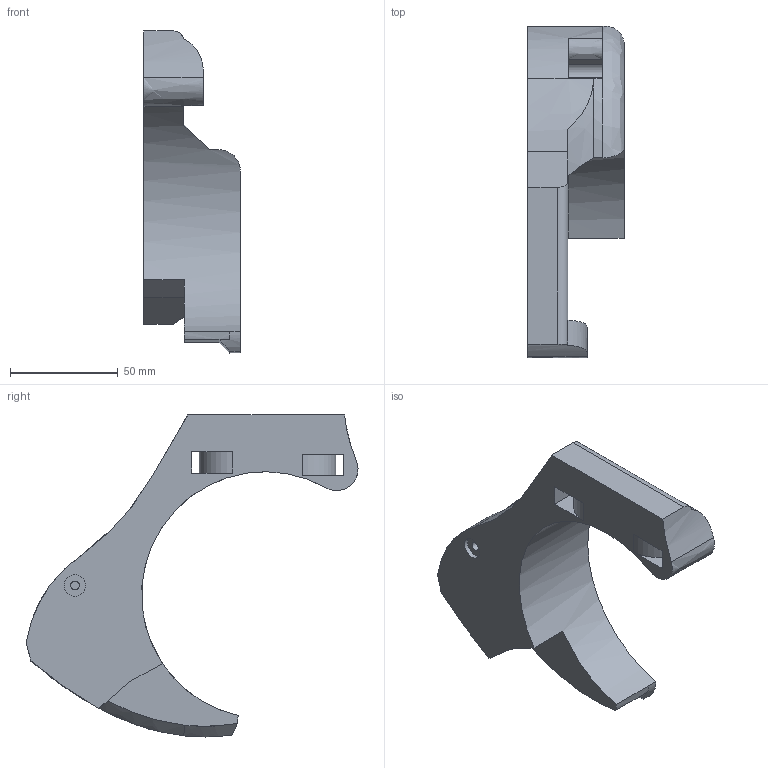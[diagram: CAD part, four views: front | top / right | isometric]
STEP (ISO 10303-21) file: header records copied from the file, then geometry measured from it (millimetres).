
FILE_DESCRIPTION(/* description */ (''),/* implementation_level */ '2;1');
FILE_NAME(/* name */ '140edf8e-9af9-4c4a-b8a0-6da668338881.stp',/* time_stamp */ '2021-06-06T17:08:12+00:00',/* author */ (''),/* organization */ (''),/* preprocessor_version */ 'ST-DEVELOPER v18.1',/* originating_system */ 'Autodesk Translation Framework v10.9.0.1377',/* authorisation */ '');
FILE_SCHEMA (('AUTOMOTIVE_DESIGN { 1 0 10303 214 3 1 1 }'));
Length unit declared in the file: millimetre
Products named in the file (1): openDogv2_20_cam_01_camLEG
Bounding box: 45 x 154.33 x 149.69 mm (x, y, z)
Volume: 220059.3 mm3; surface area: 35070.6 mm2
Topology: 1 solids, 1 shells, 57 faces, 158 edges, 104 vertices
Faces by surface type: plane 27, bspline 19, cylinder 11
Full cylindrical faces by diameter (mm): 4.1 x2, 10 x1
Entity records: 3280 total; most frequent: CARTESIAN_POINT 1949, ORIENTED_EDGE 316, DIRECTION 192, EDGE_CURVE 158, VERTEX_POINT 104, LINE 66, VECTOR 66, B_SPLINE_CURVE_WITH_KNOTS 66
